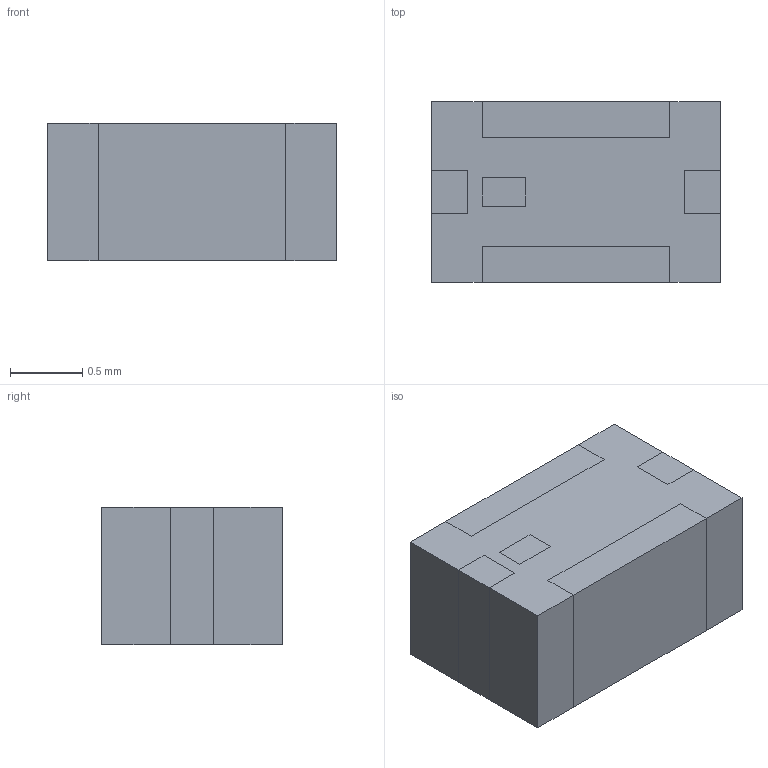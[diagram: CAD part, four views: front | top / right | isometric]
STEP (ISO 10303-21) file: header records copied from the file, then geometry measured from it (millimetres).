
FILE_DESCRIPTION( ( 'Unknown' ), '1' );
FILE_NAME( '748323055.stp', 'Unknown', ( 'Unknown' ), ( 'Unknown' ), 'XStep 1.0', 'Unknown', ' ' );
FILE_SCHEMA( ( 'automotive_design' ) );
Length unit declared in the file: millimetre
Products named in the file (7): Assem1; Base; Contacts
Bounding box: 2 x 1.25 x 0.95 mm (x, y, z)
Surface area: 45.9 mm2
Topology: 12 solids, 12 shells, 112 faces, 264 edges, 176 vertices
Faces by surface type: plane 112
Entity records: 1940 total; most frequent: CARTESIAN_POINT 283, ORIENTED_EDGE 264, DIRECTION 258, EDGE_CURVE 132, LINE 132, VECTOR 132, VERTEX_POINT 88, AXIS2_PLACEMENT_3D 63
